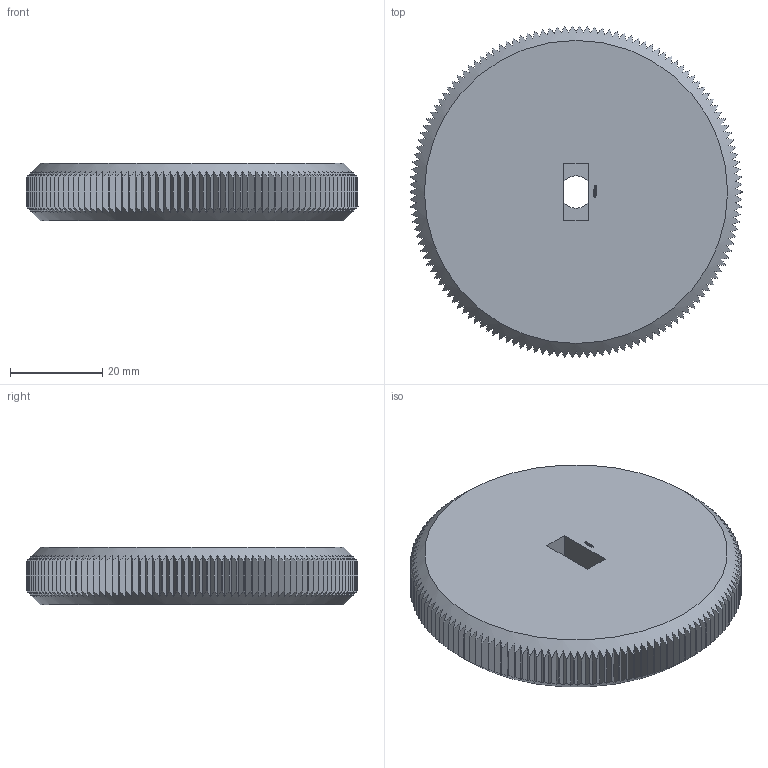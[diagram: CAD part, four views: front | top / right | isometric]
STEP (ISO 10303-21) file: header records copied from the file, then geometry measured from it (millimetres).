
FILE_DESCRIPTION(('FreeCAD Model'),'2;1');
FILE_NAME('Open CASCADE Shape Model','2024-01-03T18:37:49',(''),(''), 'Open CASCADE STEP processor 7.6','FreeCAD','Unknown');
FILE_SCHEMA(('AUTOMOTIVE_DESIGN { 1 0 10303 214 1 1 1 1 }'));
Products named in the file (1): Knob KNR BVD SCR ISR BU01.00x05.75 - SPN-KNB-0018 (stemfie.org)
Bounding box: 71.88 x 71.86 x 12.5 mm (x, y, z)
Volume: 46762.1 mm3; surface area: 11953.7 mm2
Topology: 1 solids, 1 shells, 914 faces, 2628 edges, 1750 vertices
Faces by surface type: plane 600, extrusion 170, cylinder 140, cone 4
Entity records: 66328 total; most frequent: CARTESIAN_POINT 15041, DIRECTION 9146, VECTOR 5416, ORIENTED_EDGE 5256, PCURVE 5256, DEFINITIONAL_REPRESENTATION 5256, LINE 5246, EDGE_CURVE 2628
